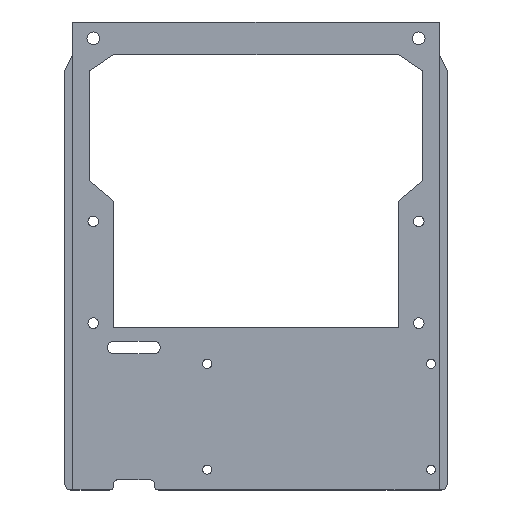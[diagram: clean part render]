
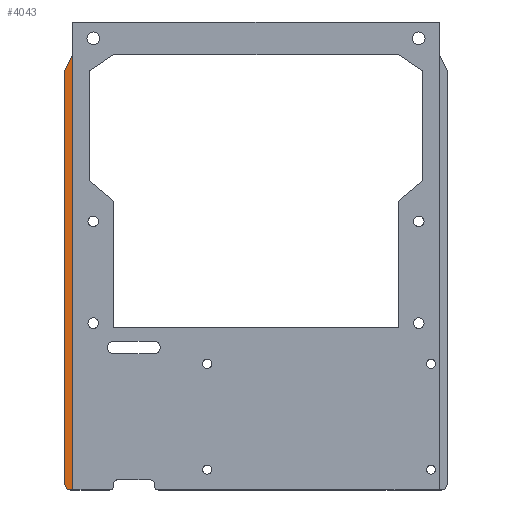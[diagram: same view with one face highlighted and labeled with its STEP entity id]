
A CAD part, top view. The second image highlights one B-rep face of the part: STEP entity #4043.
In plain terms, the highlighted planar face has unit normal (0, 0, 1).
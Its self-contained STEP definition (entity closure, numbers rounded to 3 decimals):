
#1295 = PLANE('',#1296);
#1296 = AXIS2_PLACEMENT_3D('',#1297,#1298,#1299);
#1297 = CARTESIAN_POINT('',(-45.,-111.,2.));
#1298 = DIRECTION('',(0.,-1.,0.));
#1299 = DIRECTION('',(-1.,0.,0.));
#1428 = CYLINDRICAL_SURFACE('',#1429,1.5);
#1429 = AXIS2_PLACEMENT_3D('',#1430,#1431,#1432);
#1430 = CARTESIAN_POINT('',(-45.5,-109.5,2.));
#1431 = DIRECTION('',(0.,0.,1.));
#1432 = DIRECTION('',(-1.,0.,0.));
#1551 = PLANE('',#1552);
#1552 = AXIS2_PLACEMENT_3D('',#1553,#1554,#1555);
#1553 = CARTESIAN_POINT('',(-47.,-8.,2.));
#1554 = DIRECTION('',(1.,0.,0.));
#1555 = DIRECTION('',(0.,-1.,0.));
#1658 = PLANE('',#1659);
#1659 = AXIS2_PLACEMENT_3D('',#1660,#1661,#1662);
#1660 = CARTESIAN_POINT('',(-45.,-4.,2.));
#1661 = DIRECTION('',(0.894,-0.447,0.));
#1662 = DIRECTION('',(-0.447,-0.894,0.));
#3474 = PLANE('',#3475);
#3475 = AXIS2_PLACEMENT_3D('',#3476,#3477,#3478);
#3476 = CARTESIAN_POINT('',(-45.,-4.,2.));
#3477 = DIRECTION('',(1.,0.,0.));
#3478 = DIRECTION('',(0.,-1.,0.));
#3547 = VERTEX_POINT('',#3548);
#3548 = CARTESIAN_POINT('',(-45.,-111.,3.6));
#3569 = EDGE_CURVE('',#3547,#3570,#3572,.T.);
#3570 = VERTEX_POINT('',#3571);
#3571 = CARTESIAN_POINT('',(-45.5,-111.,3.6));
#3572 = SURFACE_CURVE('',#3573,(#3577,#3584),.PCURVE_S1.);
#3573 = LINE('',#3574,#3575);
#3574 = CARTESIAN_POINT('',(-45.,-111.,3.6));
#3575 = VECTOR('',#3576,1.);
#3576 = DIRECTION('',(-1.,0.,0.));
#3577 = PCURVE('',#1295,#3578);
#3578 = DEFINITIONAL_REPRESENTATION('',(#3579),#3583);
#3579 = LINE('',#3580,#3581);
#3580 = CARTESIAN_POINT('',(0.,-1.6));
#3581 = VECTOR('',#3582,1.);
#3582 = DIRECTION('',(1.,0.));
#3583 = ( GEOMETRIC_REPRESENTATION_CONTEXT(2) 
PARAMETRIC_REPRESENTATION_CONTEXT() REPRESENTATION_CONTEXT('2D SPACE',''
  ) );
#3584 = PCURVE('',#3585,#3590);
#3585 = PLANE('',#3586);
#3586 = AXIS2_PLACEMENT_3D('',#3587,#3588,#3589);
#3587 = CARTESIAN_POINT('',(0.,-57.882,3.6));
#3588 = DIRECTION('',(0.,0.,1.));
#3589 = DIRECTION('',(1.,0.,0.));
#3590 = DEFINITIONAL_REPRESENTATION('',(#3591),#3595);
#3591 = LINE('',#3592,#3593);
#3592 = CARTESIAN_POINT('',(-45.,-53.118));
#3593 = VECTOR('',#3594,1.);
#3594 = DIRECTION('',(-1.,0.));
#3595 = ( GEOMETRIC_REPRESENTATION_CONTEXT(2) 
PARAMETRIC_REPRESENTATION_CONTEXT() REPRESENTATION_CONTEXT('2D SPACE',''
  ) );
#3623 = EDGE_CURVE('',#3624,#3570,#3626,.T.);
#3624 = VERTEX_POINT('',#3625);
#3625 = CARTESIAN_POINT('',(-47.,-109.5,3.6));
#3626 = SURFACE_CURVE('',#3627,(#3632,#3639),.PCURVE_S1.);
#3627 = CIRCLE('',#3628,1.5);
#3628 = AXIS2_PLACEMENT_3D('',#3629,#3630,#3631);
#3629 = CARTESIAN_POINT('',(-45.5,-109.5,3.6));
#3630 = DIRECTION('',(-0.,0.,1.));
#3631 = DIRECTION('',(0.,-1.,0.));
#3632 = PCURVE('',#1428,#3633);
#3633 = DEFINITIONAL_REPRESENTATION('',(#3634),#3638);
#3634 = LINE('',#3635,#3636);
#3635 = CARTESIAN_POINT('',(-4.712,1.6));
#3636 = VECTOR('',#3637,1.);
#3637 = DIRECTION('',(1.,0.));
#3638 = ( GEOMETRIC_REPRESENTATION_CONTEXT(2) 
PARAMETRIC_REPRESENTATION_CONTEXT() REPRESENTATION_CONTEXT('2D SPACE',''
  ) );
#3639 = PCURVE('',#3585,#3640);
#3640 = DEFINITIONAL_REPRESENTATION('',(#3641),#3645);
#3641 = CIRCLE('',#3642,1.5);
#3642 = AXIS2_PLACEMENT_2D('',#3643,#3644);
#3643 = CARTESIAN_POINT('',(-45.5,-51.618));
#3644 = DIRECTION('',(0.,-1.));
#3645 = ( GEOMETRIC_REPRESENTATION_CONTEXT(2) 
PARAMETRIC_REPRESENTATION_CONTEXT() REPRESENTATION_CONTEXT('2D SPACE',''
  ) );
#3673 = VERTEX_POINT('',#3674);
#3674 = CARTESIAN_POINT('',(-47.,-8.,3.6));
#3695 = EDGE_CURVE('',#3673,#3624,#3696,.T.);
#3696 = SURFACE_CURVE('',#3697,(#3701,#3708),.PCURVE_S1.);
#3697 = LINE('',#3698,#3699);
#3698 = CARTESIAN_POINT('',(-47.,-8.,3.6));
#3699 = VECTOR('',#3700,1.);
#3700 = DIRECTION('',(0.,-1.,0.));
#3701 = PCURVE('',#1551,#3702);
#3702 = DEFINITIONAL_REPRESENTATION('',(#3703),#3707);
#3703 = LINE('',#3704,#3705);
#3704 = CARTESIAN_POINT('',(0.,-1.6));
#3705 = VECTOR('',#3706,1.);
#3706 = DIRECTION('',(1.,0.));
#3707 = ( GEOMETRIC_REPRESENTATION_CONTEXT(2) 
PARAMETRIC_REPRESENTATION_CONTEXT() REPRESENTATION_CONTEXT('2D SPACE',''
  ) );
#3708 = PCURVE('',#3585,#3709);
#3709 = DEFINITIONAL_REPRESENTATION('',(#3710),#3714);
#3710 = LINE('',#3711,#3712);
#3711 = CARTESIAN_POINT('',(-47.,49.882));
#3712 = VECTOR('',#3713,1.);
#3713 = DIRECTION('',(0.,-1.));
#3714 = ( GEOMETRIC_REPRESENTATION_CONTEXT(2) 
PARAMETRIC_REPRESENTATION_CONTEXT() REPRESENTATION_CONTEXT('2D SPACE',''
  ) );
#3721 = VERTEX_POINT('',#3722);
#3722 = CARTESIAN_POINT('',(-45.,-4.,3.6));
#3743 = EDGE_CURVE('',#3721,#3673,#3744,.T.);
#3744 = SURFACE_CURVE('',#3745,(#3749,#3756),.PCURVE_S1.);
#3745 = LINE('',#3746,#3747);
#3746 = CARTESIAN_POINT('',(-45.,-4.,3.6));
#3747 = VECTOR('',#3748,1.);
#3748 = DIRECTION('',(-0.447,-0.894,0.));
#3749 = PCURVE('',#1658,#3750);
#3750 = DEFINITIONAL_REPRESENTATION('',(#3751),#3755);
#3751 = LINE('',#3752,#3753);
#3752 = CARTESIAN_POINT('',(0.,-1.6));
#3753 = VECTOR('',#3754,1.);
#3754 = DIRECTION('',(1.,-0.));
#3755 = ( GEOMETRIC_REPRESENTATION_CONTEXT(2) 
PARAMETRIC_REPRESENTATION_CONTEXT() REPRESENTATION_CONTEXT('2D SPACE',''
  ) );
#3756 = PCURVE('',#3585,#3757);
#3757 = DEFINITIONAL_REPRESENTATION('',(#3758),#3762);
#3758 = LINE('',#3759,#3760);
#3759 = CARTESIAN_POINT('',(-45.,53.882));
#3760 = VECTOR('',#3761,1.);
#3761 = DIRECTION('',(-0.447,-0.894));
#3762 = ( GEOMETRIC_REPRESENTATION_CONTEXT(2) 
PARAMETRIC_REPRESENTATION_CONTEXT() REPRESENTATION_CONTEXT('2D SPACE',''
  ) );
#4021 = EDGE_CURVE('',#3721,#3547,#4022,.T.);
#4022 = SURFACE_CURVE('',#4023,(#4027,#4034),.PCURVE_S1.);
#4023 = LINE('',#4024,#4025);
#4024 = CARTESIAN_POINT('',(-45.,-4.,3.6));
#4025 = VECTOR('',#4026,1.);
#4026 = DIRECTION('',(0.,-1.,0.));
#4027 = PCURVE('',#3474,#4028);
#4028 = DEFINITIONAL_REPRESENTATION('',(#4029),#4033);
#4029 = LINE('',#4030,#4031);
#4030 = CARTESIAN_POINT('',(0.,-1.6));
#4031 = VECTOR('',#4032,1.);
#4032 = DIRECTION('',(1.,0.));
#4033 = ( GEOMETRIC_REPRESENTATION_CONTEXT(2) 
PARAMETRIC_REPRESENTATION_CONTEXT() REPRESENTATION_CONTEXT('2D SPACE',''
  ) );
#4034 = PCURVE('',#3585,#4035);
#4035 = DEFINITIONAL_REPRESENTATION('',(#4036),#4040);
#4036 = LINE('',#4037,#4038);
#4037 = CARTESIAN_POINT('',(-45.,53.882));
#4038 = VECTOR('',#4039,1.);
#4039 = DIRECTION('',(0.,-1.));
#4040 = ( GEOMETRIC_REPRESENTATION_CONTEXT(2) 
PARAMETRIC_REPRESENTATION_CONTEXT() REPRESENTATION_CONTEXT('2D SPACE',''
  ) );
#4043 = ADVANCED_FACE('',(#4044),#3585,.T.);
#4044 = FACE_BOUND('',#4045,.T.);
#4045 = EDGE_LOOP('',(#4046,#4047,#4048,#4049,#4050));
#4046 = ORIENTED_EDGE('',*,*,#3569,.F.);
#4047 = ORIENTED_EDGE('',*,*,#4021,.F.);
#4048 = ORIENTED_EDGE('',*,*,#3743,.T.);
#4049 = ORIENTED_EDGE('',*,*,#3695,.T.);
#4050 = ORIENTED_EDGE('',*,*,#3623,.T.);
